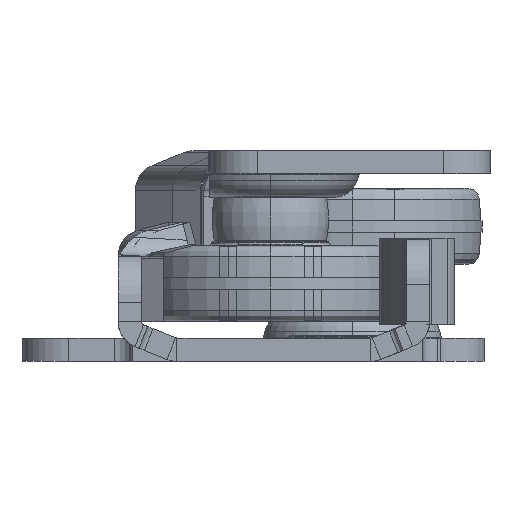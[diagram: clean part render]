
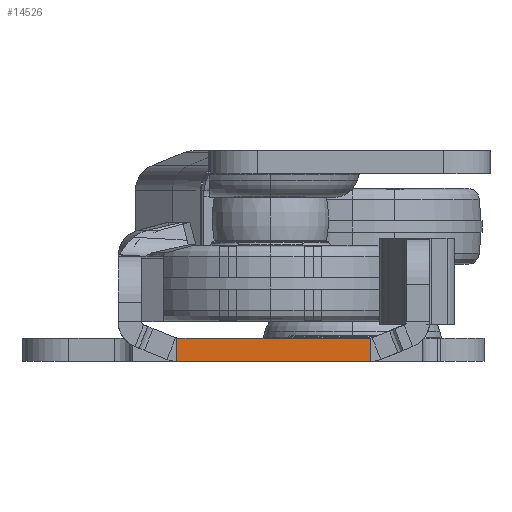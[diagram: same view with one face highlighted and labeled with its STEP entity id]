
A CAD part, left-side view. The second image highlights one B-rep face of the part: STEP entity #14526.
In plain terms, the highlighted planar face has unit normal (-1, 0, 0).
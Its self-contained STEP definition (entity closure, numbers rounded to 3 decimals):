
#880 = VECTOR ( 'NONE', #3628, 1000. ) ;
#1019 = ORIENTED_EDGE ( 'NONE', *, *, #4611, .T. ) ;
#1088 = VECTOR ( 'NONE', #2728, 1000. ) ;
#1560 = EDGE_LOOP ( 'NONE', ( #11600, #1019, #4029, #11885 ) ) ;
#2232 = CARTESIAN_POINT ( 'NONE',  ( -699.5, -11.5, 2. ) ) ;
#2322 = EDGE_CURVE ( 'NONE', #14444, #11203, #6502, .T. ) ;
#2728 = DIRECTION ( 'NONE',  ( 0., 1., 0. ) ) ;
#3628 = DIRECTION ( 'NONE',  ( 0., 1., 0. ) ) ;
#3916 = VECTOR ( 'NONE', #16433, 1000. ) ;
#3965 = EDGE_CURVE ( 'NONE', #11203, #5680, #12317, .T. ) ;
#4029 = ORIENTED_EDGE ( 'NONE', *, *, #3965, .F. ) ;
#4499 = CARTESIAN_POINT ( 'NONE',  ( -699.5, -11.5, 2. ) ) ;
#4611 = EDGE_CURVE ( 'NONE', #13912, #5680, #11488, .T. ) ;
#5660 = CARTESIAN_POINT ( 'NONE',  ( -699.5, 7.022, 0. ) ) ;
#5680 = VERTEX_POINT ( 'NONE', #10370 ) ;
#6502 = LINE ( 'NONE', #10855, #1088 ) ;
#6984 = LINE ( 'NONE', #9692, #7616 ) ;
#7162 = CARTESIAN_POINT ( 'NONE',  ( -699.5, 7.022, 2. ) ) ;
#7211 = CARTESIAN_POINT ( 'NONE',  ( -699.5, -9.522, 0. ) ) ;
#7616 = VECTOR ( 'NONE', #15986, 1000. ) ;
#9692 = CARTESIAN_POINT ( 'NONE',  ( -699.5, -9.522, 2. ) ) ;
#9832 = DIRECTION ( 'NONE',  ( -1., 0., 0. ) ) ;
#9919 = FACE_OUTER_BOUND ( 'NONE', #1560, .T. ) ;
#10171 = AXIS2_PLACEMENT_3D ( 'NONE', #4499, #9832, #11220 ) ;
#10370 = CARTESIAN_POINT ( 'NONE',  ( -699.5, 7.022, 2. ) ) ;
#10855 = CARTESIAN_POINT ( 'NONE',  ( -699.5, -21.25, 0. ) ) ;
#11203 = VERTEX_POINT ( 'NONE', #5660 ) ;
#11220 = DIRECTION ( 'NONE',  ( 0., 1., 0. ) ) ;
#11488 = LINE ( 'NONE', #2232, #880 ) ;
#11600 = ORIENTED_EDGE ( 'NONE', *, *, #11725, .F. ) ;
#11725 = EDGE_CURVE ( 'NONE', #13912, #14444, #6984, .T. ) ;
#11885 = ORIENTED_EDGE ( 'NONE', *, *, #2322, .F. ) ;
#12317 = LINE ( 'NONE', #7162, #3916 ) ;
#13912 = VERTEX_POINT ( 'NONE', #16712 ) ;
#14444 = VERTEX_POINT ( 'NONE', #7211 ) ;
#14526 = ADVANCED_FACE ( 'NONE', ( #9919 ), #15089, .T. ) ;
#15089 = PLANE ( 'NONE',  #10171 ) ;
#15986 = DIRECTION ( 'NONE',  ( 0., 0., -1. ) ) ;
#16433 = DIRECTION ( 'NONE',  ( 0., 0., 1. ) ) ;
#16712 = CARTESIAN_POINT ( 'NONE',  ( -699.5, -9.522, 2. ) ) ;
